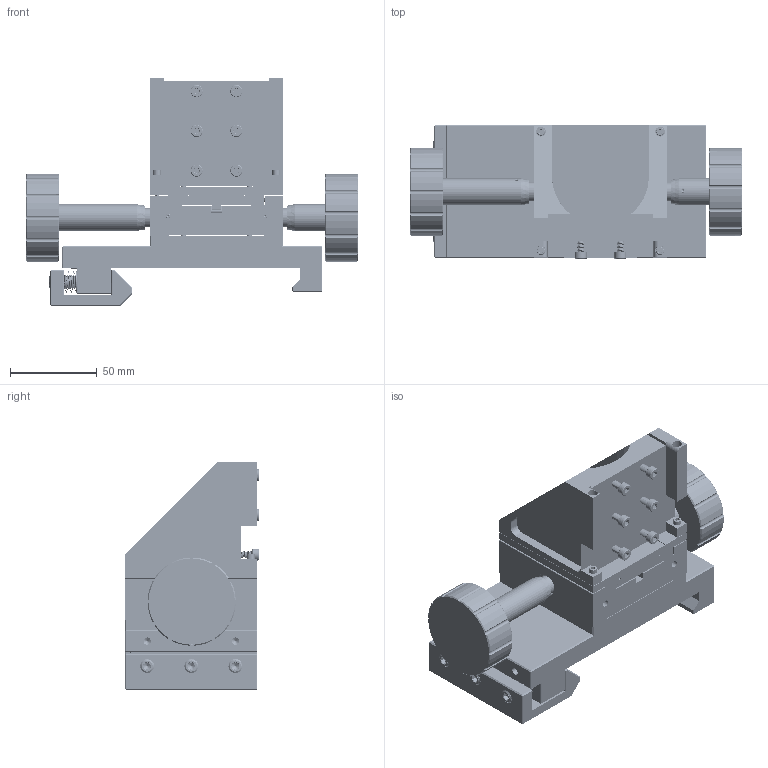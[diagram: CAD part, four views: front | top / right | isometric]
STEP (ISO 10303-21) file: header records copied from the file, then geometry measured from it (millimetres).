
FILE_DESCRIPTION (( 'STEP AP214' ), '1' );
FILE_NAME ('TTN117923-E0W.STEP', '2016-11-01T13:58:27', ( '' ), ( '' ), 'SwSTEP 2.0', 'SolidWorks 2016', '' );
FILE_SCHEMA (( 'AUTOMOTIVE_DESIGN' ));
Length unit declared in the file: inch
Products named in the file (1): TTN117923-E0W
Bounding box: 191.05 x 77.03 x 131.32 mm (x, y, z)
Volume: 586984.8 mm3; surface area: 177591.1 mm2
Topology: 67 solids, 67 shells, 5127 faces, 13350 edges, 8356 vertices
Faces by surface type: cylinder 2910, plane 995, cone 992, bspline 196, torus 34
Entity records: 289856 total; most frequent: CARTESIAN_POINT 109176, ORIENTED_EDGE 26528, DIRECTION 20563, EDGE_CURVE 13264, VERTEX_POINT 8356, AXIS2_PLACEMENT_3D 7553, EDGE_LOOP 5466, LINE 5457
